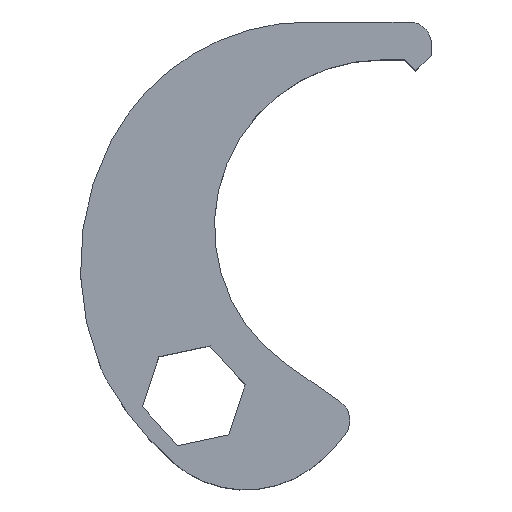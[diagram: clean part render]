
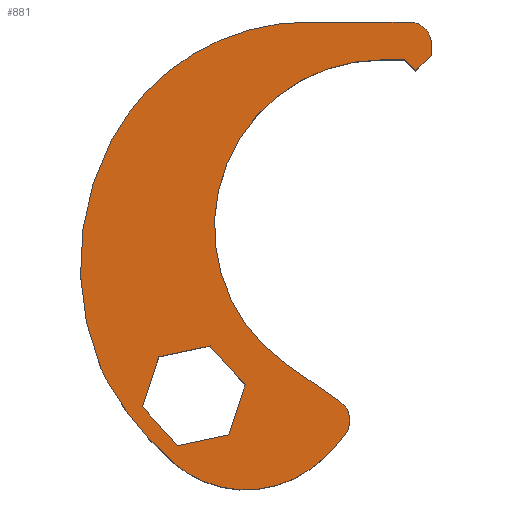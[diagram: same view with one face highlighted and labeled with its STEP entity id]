
A CAD part, top view. The second image highlights one B-rep face of the part: STEP entity #881.
In plain terms, the highlighted planar face has unit normal (0, 0, 1).
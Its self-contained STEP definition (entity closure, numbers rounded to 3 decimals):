
#74=CARTESIAN_POINT('',(9.181,-10.69,3.));
#75=VERTEX_POINT('',#74);
#82=CARTESIAN_POINT('',(8.691,-8.386,3.));
#83=VERTEX_POINT('',#82);
#84=CARTESIAN_POINT('',(8.691,-8.386,3.));
#85=DIRECTION('',(0.208,-0.978,0.));
#86=VECTOR('',#85,2.356);
#87=LINE('',#84,#86);
#88=EDGE_CURVE('',#83,#75,#87,.T.);
#114=CARTESIAN_POINT('',(5.19,-11.538,3.));
#115=VERTEX_POINT('',#114);
#122=CARTESIAN_POINT('',(7.43,-12.266,3.));
#123=VERTEX_POINT('',#122);
#124=CARTESIAN_POINT('',(5.19,-11.538,3.));
#125=DIRECTION('',(0.951,-0.309,0.));
#126=VECTOR('',#125,2.356);
#127=LINE('',#124,#126);
#128=EDGE_CURVE('',#115,#123,#127,.T.);
#144=CARTESIAN_POINT('',(-8.412,-9.986,3.));
#145=VERTEX_POINT('',#144);
#163=CARTESIAN_POINT('',(-4.518,-13.667,3.));
#164=VERTEX_POINT('',#163);
#171=CARTESIAN_POINT('',(0.152,-4.824,3.));
#172=DIRECTION('',(-0.,0.,-1.));
#173=DIRECTION('',(-0.856,-0.516,0.));
#174=AXIS2_PLACEMENT_3D('',#171,#172,#173);
#175=CIRCLE('',#174,10.);
#176=EDGE_CURVE('',#164,#145,#175,.T.);
#186=CARTESIAN_POINT('',(-9.848,-4.824,3.));
#187=VERTEX_POINT('',#186);
#196=CARTESIAN_POINT('',(-9.848,-0.293,3.));
#197=VERTEX_POINT('',#196);
#198=CARTESIAN_POINT('',(-9.848,-4.824,3.));
#199=DIRECTION('',(0.,1.,0.));
#200=VECTOR('',#199,4.531);
#201=LINE('',#198,#200);
#202=EDGE_CURVE('',#187,#197,#201,.T.);
#236=CARTESIAN_POINT('',(6.451,-7.658,3.));
#237=VERTEX_POINT('',#236);
#244=CARTESIAN_POINT('',(4.7,-9.234,3.));
#245=VERTEX_POINT('',#244);
#246=CARTESIAN_POINT('',(4.7,-9.234,3.));
#247=DIRECTION('',(0.743,0.669,0.));
#248=VECTOR('',#247,2.356);
#249=LINE('',#246,#248);
#250=EDGE_CURVE('',#245,#237,#249,.T.);
#445=CARTESIAN_POINT('',(6.451,-7.658,3.));
#446=DIRECTION('',(0.951,-0.309,0.));
#447=VECTOR('',#446,2.356);
#448=LINE('',#445,#447);
#449=EDGE_CURVE('',#237,#83,#448,.T.);
#461=CARTESIAN_POINT('',(8.61,-3.134,3.));
#462=VERTEX_POINT('',#461);
#469=CARTESIAN_POINT('',(10.234,-4.739,3.));
#470=VERTEX_POINT('',#469);
#471=CARTESIAN_POINT('',(4.711,-8.702,3.));
#472=DIRECTION('',(0.,0.,1.));
#473=DIRECTION('',(-0.813,-0.583,0.));
#474=AXIS2_PLACEMENT_3D('',#471,#472,#473);
#475=CIRCLE('',#474,6.797);
#476=EDGE_CURVE('',#470,#462,#475,.T.);
#492=CARTESIAN_POINT('',(9.909,-10.927,3.));
#493=VERTEX_POINT('',#492);
#500=CARTESIAN_POINT('',(6.322,-13.827,3.));
#501=VERTEX_POINT('',#500);
#502=CARTESIAN_POINT('',(-0.648,-1.535,3.));
#503=DIRECTION('',(0.,0.,1.));
#504=DIRECTION('',(-0.47,0.882,0.));
#505=AXIS2_PLACEMENT_3D('',#502,#503,#504);
#506=CIRCLE('',#505,14.13);
#507=EDGE_CURVE('',#501,#493,#506,.T.);
#524=CARTESIAN_POINT('',(5.985,-14.004,3.));
#525=VERTEX_POINT('',#524);
#532=CARTESIAN_POINT('',(5.638,-14.159,3.));
#533=VERTEX_POINT('',#532);
#534=CARTESIAN_POINT('',(3.362,-8.607,3.));
#535=DIRECTION('',(0.,0.,-1.));
#536=DIRECTION('',(0.437,-0.899,0.));
#537=AXIS2_PLACEMENT_3D('',#534,#535,#536);
#538=CIRCLE('',#537,6.);
#539=EDGE_CURVE('',#525,#533,#538,.T.);
#558=CARTESIAN_POINT('',(6.204,-7.63,3.));
#559=DIRECTION('',(0.,0.,1.));
#560=DIRECTION('',(-0.747,0.665,0.));
#561=AXIS2_PLACEMENT_3D('',#558,#559,#560);
#562=CIRCLE('',#561,4.96);
#563=EDGE_CURVE('',#493,#470,#562,.T.);
#576=CARTESIAN_POINT('',(9.181,-10.69,3.));
#577=DIRECTION('',(-0.743,-0.669,0.));
#578=VECTOR('',#577,2.356);
#579=LINE('',#576,#578);
#580=EDGE_CURVE('',#75,#123,#579,.T.);
#593=CARTESIAN_POINT('',(5.19,-11.538,3.));
#594=DIRECTION('',(-0.208,0.978,0.));
#595=VECTOR('',#594,2.356);
#596=LINE('',#593,#595);
#597=EDGE_CURVE('',#115,#245,#596,.T.);
#611=CARTESIAN_POINT('',(1.087,-3.056,3.));
#612=DIRECTION('',(0.,-0.,1.));
#613=DIRECTION('',(0.911,0.412,0.));
#614=AXIS2_PLACEMENT_3D('',#611,#612,#613);
#615=CIRCLE('',#614,12.);
#616=EDGE_CURVE('',#164,#533,#615,.T.);
#626=CARTESIAN_POINT('',(7.862,-2.968,3.));
#627=VERTEX_POINT('',#626);
#634=CARTESIAN_POINT('',(8.036,-3.953,3.));
#635=DIRECTION('',(0.,0.,-1.));
#636=DIRECTION('',(-0.174,0.985,0.));
#637=AXIS2_PLACEMENT_3D('',#634,#635,#636);
#638=CIRCLE('',#637,1.);
#639=EDGE_CURVE('',#627,#462,#638,.T.);
#651=CARTESIAN_POINT('',(-9.555,0.414,3.));
#652=VERTEX_POINT('',#651);
#661=CARTESIAN_POINT('',(-8.848,-0.293,3.));
#662=DIRECTION('',(0.,0.,-1.));
#663=DIRECTION('',(-0.707,0.707,0.));
#664=AXIS2_PLACEMENT_3D('',#661,#662,#663);
#665=CIRCLE('',#664,1.);
#666=EDGE_CURVE('',#197,#652,#665,.T.);
#676=CARTESIAN_POINT('',(-8.848,0.707,3.));
#677=VERTEX_POINT('',#676);
#684=CARTESIAN_POINT('',(-8.357,0.707,3.));
#685=VERTEX_POINT('',#684);
#686=CARTESIAN_POINT('',(-8.848,0.707,3.));
#687=DIRECTION('',(1.,0.,-0.));
#688=VECTOR('',#687,0.49);
#689=LINE('',#686,#688);
#690=EDGE_CURVE('',#677,#685,#689,.T.);
#709=CARTESIAN_POINT('',(-7.65,0.,3.));
#710=VERTEX_POINT('',#709);
#711=CARTESIAN_POINT('',(-8.357,0.707,3.));
#712=DIRECTION('',(0.707,-0.707,0.));
#713=VECTOR('',#712,1.);
#714=LINE('',#711,#713);
#715=EDGE_CURVE('',#685,#710,#714,.T.);
#731=CARTESIAN_POINT('',(7.217,-3.379,3.));
#732=VERTEX_POINT('',#731);
#740=CARTESIAN_POINT('',(5.496,-5.837,3.));
#741=VERTEX_POINT('',#740);
#748=CARTESIAN_POINT('',(5.496,-5.837,3.));
#749=DIRECTION('',(0.574,0.819,0.));
#750=VECTOR('',#749,3.);
#751=LINE('',#748,#750);
#752=EDGE_CURVE('',#741,#732,#751,.T.);
#763=CARTESIAN_POINT('',(-8.148,-1.535,3.));
#764=VERTEX_POINT('',#763);
#771=CARTESIAN_POINT('',(-0.648,-1.535,3.));
#772=DIRECTION('',(0.,-0.,1.));
#773=DIRECTION('',(1.,0.,0.));
#774=AXIS2_PLACEMENT_3D('',#771,#772,#773);
#775=CIRCLE('',#774,7.5);
#776=EDGE_CURVE('',#764,#741,#775,.T.);
#788=CARTESIAN_POINT('',(-8.148,-0.498,3.));
#789=VERTEX_POINT('',#788);
#796=CARTESIAN_POINT('',(-8.148,-0.498,3.));
#797=DIRECTION('',(0.,-1.,0.));
#798=VECTOR('',#797,1.037);
#799=LINE('',#796,#798);
#800=EDGE_CURVE('',#789,#764,#799,.T.);
#813=CARTESIAN_POINT('',(-7.65,0.,3.));
#814=DIRECTION('',(-0.707,-0.707,0.));
#815=VECTOR('',#814,0.704);
#816=LINE('',#813,#815);
#817=EDGE_CURVE('',#710,#789,#816,.T.);
#823=CARTESIAN_POINT('',(0.936,-37.338,3.));
#824=DIRECTION('',(0.,0.,1.));
#825=DIRECTION('',(1.,0.,0.));
#826=AXIS2_PLACEMENT_3D('',#823,#824,#825);
#827=PLANE('',#826);
#828=ORIENTED_EDGE('',*,*,#597,.T.);
#829=ORIENTED_EDGE('',*,*,#250,.T.);
#830=ORIENTED_EDGE('',*,*,#449,.T.);
#831=ORIENTED_EDGE('',*,*,#88,.T.);
#832=ORIENTED_EDGE('',*,*,#580,.T.);
#833=ORIENTED_EDGE('',*,*,#128,.F.);
#834=EDGE_LOOP('',(#828,#829,#830,#831,#832,#833));
#835=FACE_BOUND('',#834,.T.);
#836=ORIENTED_EDGE('',*,*,#563,.T.);
#837=ORIENTED_EDGE('',*,*,#476,.T.);
#838=ORIENTED_EDGE('',*,*,#639,.F.);
#839=CARTESIAN_POINT('',(8.036,-3.953,3.));
#840=DIRECTION('',(0.,0.,-1.));
#841=DIRECTION('',(-0.174,0.985,0.));
#842=AXIS2_PLACEMENT_3D('',#839,#840,#841);
#843=CIRCLE('',#842,1.);
#844=EDGE_CURVE('',#732,#627,#843,.T.);
#845=ORIENTED_EDGE('',*,*,#844,.F.);
#846=ORIENTED_EDGE('',*,*,#752,.F.);
#847=ORIENTED_EDGE('',*,*,#776,.F.);
#848=ORIENTED_EDGE('',*,*,#800,.F.);
#849=ORIENTED_EDGE('',*,*,#817,.F.);
#850=ORIENTED_EDGE('',*,*,#715,.F.);
#851=ORIENTED_EDGE('',*,*,#690,.F.);
#852=CARTESIAN_POINT('',(-8.848,-0.293,3.));
#853=DIRECTION('',(0.,0.,-1.));
#854=DIRECTION('',(-0.707,0.707,0.));
#855=AXIS2_PLACEMENT_3D('',#852,#853,#854);
#856=CIRCLE('',#855,1.);
#857=EDGE_CURVE('',#652,#677,#856,.T.);
#858=ORIENTED_EDGE('',*,*,#857,.F.);
#859=ORIENTED_EDGE('',*,*,#666,.F.);
#860=ORIENTED_EDGE('',*,*,#202,.F.);
#861=CARTESIAN_POINT('',(0.152,-4.824,3.));
#862=DIRECTION('',(-0.,0.,-1.));
#863=DIRECTION('',(-0.856,-0.516,0.));
#864=AXIS2_PLACEMENT_3D('',#861,#862,#863);
#865=CIRCLE('',#864,10.);
#866=EDGE_CURVE('',#145,#187,#865,.T.);
#867=ORIENTED_EDGE('',*,*,#866,.F.);
#868=ORIENTED_EDGE('',*,*,#176,.F.);
#869=ORIENTED_EDGE('',*,*,#616,.T.);
#870=ORIENTED_EDGE('',*,*,#539,.F.);
#871=CARTESIAN_POINT('',(3.362,-8.607,3.));
#872=DIRECTION('',(0.,0.,-1.));
#873=DIRECTION('',(0.437,-0.899,0.));
#874=AXIS2_PLACEMENT_3D('',#871,#872,#873);
#875=CIRCLE('',#874,6.);
#876=EDGE_CURVE('',#501,#525,#875,.T.);
#877=ORIENTED_EDGE('',*,*,#876,.F.);
#878=ORIENTED_EDGE('',*,*,#507,.T.);
#879=EDGE_LOOP('',(#836,#837,#838,#845,#846,#847,#848,#849,#850,#851,#858,#859,#860,#867,#868,#869,#870,#877,#878));
#880=FACE_BOUND('',#879,.T.);
#881=ADVANCED_FACE('',(#835,#880),#827,.T.);
